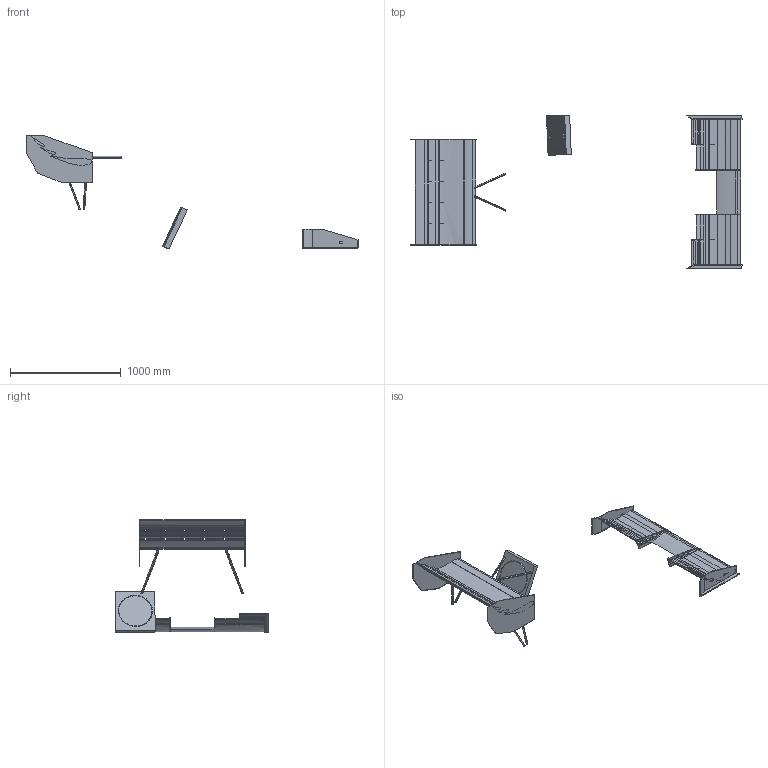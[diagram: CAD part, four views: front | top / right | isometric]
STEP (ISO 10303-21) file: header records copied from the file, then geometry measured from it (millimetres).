
FILE_DESCRIPTION(('CATIA V5 STEP Exchange'),'2;1');
FILE_NAME('wing.stp','2018-06-15T21:28:18+00:00',('none'),('none'),'CATIA Version 5 Release 17 (IN-10)','CATIA V5 STEP AP203','none');
FILE_SCHEMA(('CONFIG_CONTROL_DESIGN'));
Length unit declared in the file: millimetre
Products named in the file (1): KS-15_all
Assembly tree (3 placements, depth 2):
  KS-15_all
    #56
    #553
    #7609
Bounding box: 2997.81 x 1385.8 x 1028.28 mm (x, y, z)
Volume: 27018223.1 mm3; surface area: 4222263.6 mm2
Topology: 9 solids, 10 shells, 562 faces, 1638 edges, 1048 vertices
Faces by surface type: cylinder 288, plane 238, bspline 36
Entity records: 20796 total; most frequent: CARTESIAN_POINT 6896, ORIENTED_EDGE 3284, DIRECTION 2228, EDGE_CURVE 1640, VERTEX_POINT 1048, VECTOR 850, LINE 850, AXIS2_PLACEMENT_3D 846
